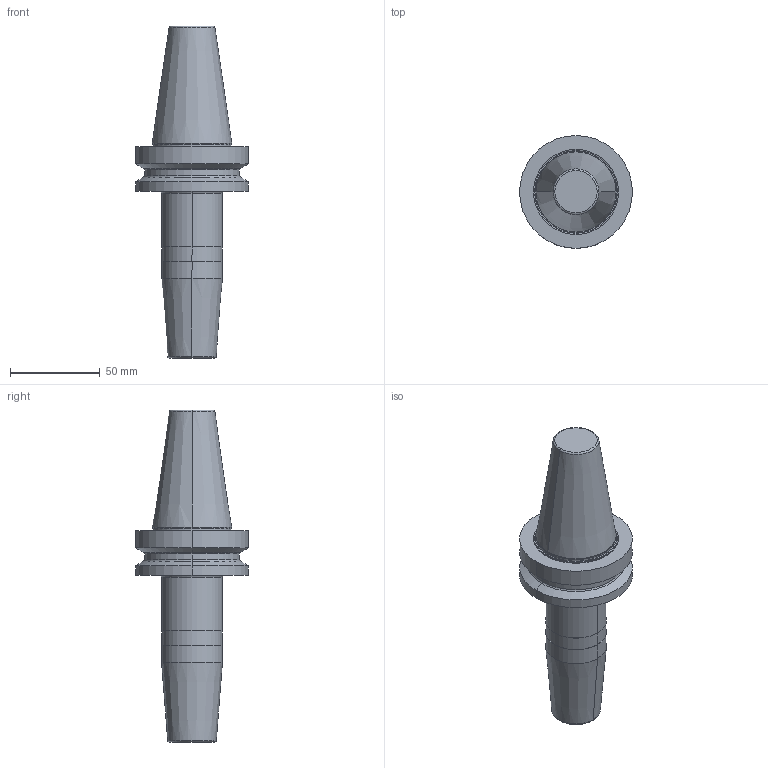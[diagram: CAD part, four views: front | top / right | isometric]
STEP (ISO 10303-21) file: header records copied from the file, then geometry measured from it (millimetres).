
FILE_DESCRIPTION((''),'2;1');
FILE_NAME('30338762','2017-11-21T',('bahnemannr'),(''),'PRO/ENGINEER BY PARAMETRIC TECHNOLOGY CORPORATION, 2011220','PRO/ENGINEER BY PARAMETRIC TECHNOLOGY CORPORATION, 2011220','');
FILE_SCHEMA(('AUTOMOTIVE_DESIGN_CC2 { 1 2 10303 214 -1 1 5 2 }'));
Length unit declared in the file: millimetre
Products named in the file (1): 30338762
Bounding box: 63 x 63 x 185.4 mm (x, y, z)
Volume: 205011.2 mm3; surface area: 30034.5 mm2
Topology: 1 solids, 1 shells, 54 faces, 108 edges, 64 vertices
Faces by surface type: torus 18, cylinder 16, cone 12, plane 8
Entity records: 1804 total; most frequent: DIRECTION 300, CARTESIAN_POINT 225, ORIENTED_EDGE 212, AXIS2_PLACEMENT_3D 135, PRESENTATION_STYLE_ASSIGNMENT 112, STYLED_ITEM 112, CURVE_STYLE 111, EDGE_CURVE 106
